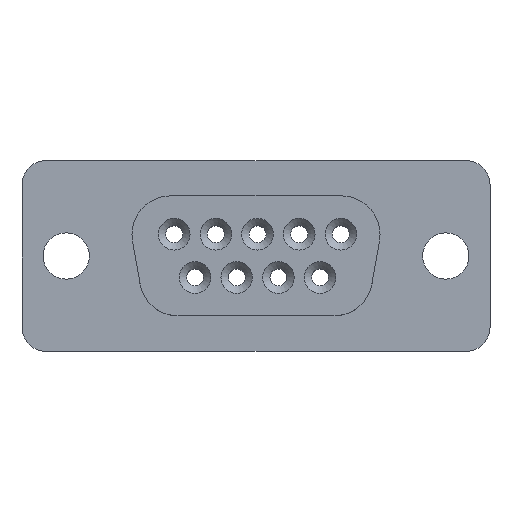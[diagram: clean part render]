
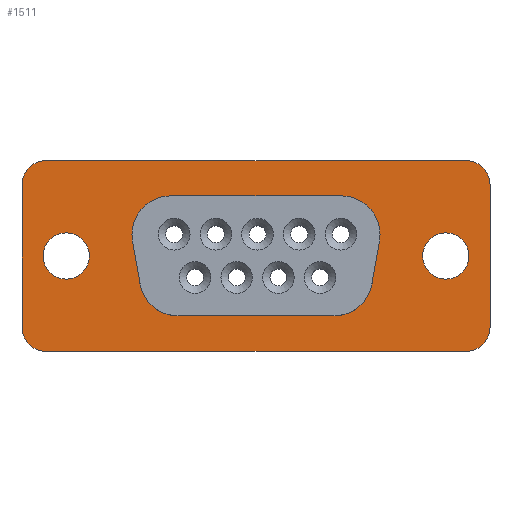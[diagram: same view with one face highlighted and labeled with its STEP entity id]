
A CAD part, top view. The second image highlights one B-rep face of the part: STEP entity #1511.
In plain terms, the highlighted planar face has unit normal (0, 0, 1).
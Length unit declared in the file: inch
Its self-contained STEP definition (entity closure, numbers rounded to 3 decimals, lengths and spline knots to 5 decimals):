
#79=FACE_BOUND('',#361,.T.);
#80=FACE_BOUND('',#362,.T.);
#81=FACE_BOUND('',#363,.T.);
#150=CIRCLE('',#1671,0.1);
#151=CIRCLE('',#1674,0.1);
#152=CIRCLE('',#1677,0.1);
#153=CIRCLE('',#1680,0.1);
#154=CIRCLE('',#1682,0.06);
#156=CIRCLE('',#1685,0.06);
#158=CIRCLE('',#1688,0.062);
#159=CIRCLE('',#1689,0.062);
#160=CIRCLE('',#1690,0.062);
#161=CIRCLE('',#1691,0.062);
#248=FACE_OUTER_BOUND('',#360,.T.);
#360=EDGE_LOOP('',(#1248,#1249,#1250,#1251,#1252,#1253,#1254,#1255));
#361=EDGE_LOOP('',(#1256,#1257,#1258,#1259,#1260,#1261,#1262,#1263));
#362=EDGE_LOOP('',(#1264));
#363=EDGE_LOOP('',(#1265));
#461=LINE('',#2465,#575);
#465=LINE('',#2474,#579);
#468=LINE('',#2482,#582);
#471=LINE('',#2490,#585);
#474=LINE('',#2508,#588);
#475=LINE('',#2512,#589);
#476=LINE('',#2516,#590);
#477=LINE('',#2520,#591);
#575=VECTOR('',#2050,0.3937);
#579=VECTOR('',#2060,0.3937);
#582=VECTOR('',#2069,0.3937);
#585=VECTOR('',#2078,0.3937);
#588=VECTOR('',#2099,0.3937);
#589=VECTOR('',#2102,0.3937);
#590=VECTOR('',#2105,0.3937);
#591=VECTOR('',#2108,0.3937);
#703=VERTEX_POINT('',#2462);
#704=VERTEX_POINT('',#2464);
#705=VERTEX_POINT('',#2468);
#706=VERTEX_POINT('',#2472);
#707=VERTEX_POINT('',#2476);
#708=VERTEX_POINT('',#2480);
#709=VERTEX_POINT('',#2484);
#710=VERTEX_POINT('',#2488);
#711=VERTEX_POINT('',#2494);
#713=VERTEX_POINT('',#2500);
#715=VERTEX_POINT('',#2506);
#716=VERTEX_POINT('',#2507);
#717=VERTEX_POINT('',#2509);
#718=VERTEX_POINT('',#2511);
#719=VERTEX_POINT('',#2513);
#720=VERTEX_POINT('',#2515);
#721=VERTEX_POINT('',#2517);
#722=VERTEX_POINT('',#2519);
#881=EDGE_CURVE('',#704,#703,#461,.T.);
#884=EDGE_CURVE('',#703,#705,#150,.T.);
#886=EDGE_CURVE('',#705,#706,#465,.T.);
#888=EDGE_CURVE('',#706,#707,#151,.T.);
#890=EDGE_CURVE('',#707,#708,#468,.T.);
#892=EDGE_CURVE('',#708,#709,#152,.T.);
#894=EDGE_CURVE('',#709,#710,#471,.T.);
#895=EDGE_CURVE('',#710,#704,#153,.T.);
#896=EDGE_CURVE('',#711,#711,#154,.T.);
#899=EDGE_CURVE('',#713,#713,#156,.T.);
#902=EDGE_CURVE('',#715,#716,#474,.T.);
#903=EDGE_CURVE('',#717,#715,#158,.T.);
#904=EDGE_CURVE('',#718,#717,#475,.T.);
#905=EDGE_CURVE('',#719,#718,#159,.T.);
#906=EDGE_CURVE('',#720,#719,#476,.T.);
#907=EDGE_CURVE('',#721,#720,#160,.T.);
#908=EDGE_CURVE('',#722,#721,#477,.T.);
#909=EDGE_CURVE('',#716,#722,#161,.T.);
#1248=ORIENTED_EDGE('',*,*,#902,.F.);
#1249=ORIENTED_EDGE('',*,*,#903,.F.);
#1250=ORIENTED_EDGE('',*,*,#904,.F.);
#1251=ORIENTED_EDGE('',*,*,#905,.F.);
#1252=ORIENTED_EDGE('',*,*,#906,.F.);
#1253=ORIENTED_EDGE('',*,*,#907,.F.);
#1254=ORIENTED_EDGE('',*,*,#908,.F.);
#1255=ORIENTED_EDGE('',*,*,#909,.F.);
#1256=ORIENTED_EDGE('',*,*,#881,.T.);
#1257=ORIENTED_EDGE('',*,*,#884,.T.);
#1258=ORIENTED_EDGE('',*,*,#886,.T.);
#1259=ORIENTED_EDGE('',*,*,#888,.T.);
#1260=ORIENTED_EDGE('',*,*,#890,.T.);
#1261=ORIENTED_EDGE('',*,*,#892,.T.);
#1262=ORIENTED_EDGE('',*,*,#894,.T.);
#1263=ORIENTED_EDGE('',*,*,#895,.T.);
#1264=ORIENTED_EDGE('',*,*,#896,.T.);
#1265=ORIENTED_EDGE('',*,*,#899,.T.);
#1348=PLANE('',#1687);
#1511=ADVANCED_FACE('',(#248,#79,#80,#81),#1348,.T.);
#1671=AXIS2_PLACEMENT_3D('',#2470,#2055,#2056);
#1674=AXIS2_PLACEMENT_3D('',#2478,#2064,#2065);
#1677=AXIS2_PLACEMENT_3D('',#2486,#2073,#2074);
#1680=AXIS2_PLACEMENT_3D('',#2492,#2081,#2082);
#1682=AXIS2_PLACEMENT_3D('',#2495,#2085,#2086);
#1685=AXIS2_PLACEMENT_3D('',#2501,#2092,#2093);
#1687=AXIS2_PLACEMENT_3D('',#2505,#2097,#2098);
#1688=AXIS2_PLACEMENT_3D('',#2510,#2100,#2101);
#1689=AXIS2_PLACEMENT_3D('',#2514,#2103,#2104);
#1690=AXIS2_PLACEMENT_3D('',#2518,#2106,#2107);
#1691=AXIS2_PLACEMENT_3D('',#2521,#2109,#2110);
#2050=DIRECTION('',(1.,0.,0.));
#2055=DIRECTION('center_axis',(0.,0.,-1.));
#2056=DIRECTION('ref_axis',(0.985,-0.174,0.));
#2060=DIRECTION('',(-0.174,-0.985,0.));
#2064=DIRECTION('center_axis',(0.,0.,-1.));
#2065=DIRECTION('ref_axis',(0.,-1.,0.));
#2069=DIRECTION('',(-1.,0.,0.));
#2073=DIRECTION('center_axis',(0.,0.,-1.));
#2074=DIRECTION('ref_axis',(-0.985,-0.174,0.));
#2078=DIRECTION('',(-0.174,0.985,0.));
#2081=DIRECTION('center_axis',(0.,0.,-1.));
#2082=DIRECTION('ref_axis',(0.,1.,0.));
#2085=DIRECTION('center_axis',(0.,0.,-1.));
#2086=DIRECTION('ref_axis',(-1.,0.,0.));
#2092=DIRECTION('center_axis',(0.,0.,-1.));
#2093=DIRECTION('ref_axis',(-1.,0.,0.));
#2097=DIRECTION('center_axis',(0.,0.,1.));
#2098=DIRECTION('ref_axis',(1.,0.,0.));
#2099=DIRECTION('',(1.,0.,0.));
#2100=DIRECTION('center_axis',(0.,0.,-1.));
#2101=DIRECTION('ref_axis',(0.,1.,0.));
#2102=DIRECTION('',(0.,1.,0.));
#2103=DIRECTION('center_axis',(0.,0.,-1.));
#2104=DIRECTION('ref_axis',(-1.,0.,0.));
#2105=DIRECTION('',(-1.,0.,0.));
#2106=DIRECTION('center_axis',(0.,0.,-1.));
#2107=DIRECTION('ref_axis',(0.,-1.,0.));
#2108=DIRECTION('',(0.,-1.,0.));
#2109=DIRECTION('center_axis',(0.,0.,-1.));
#2110=DIRECTION('ref_axis',(1.,0.,0.));
#2462=CARTESIAN_POINT('',(0.2215,0.1555,0.015));
#2464=CARTESIAN_POINT('',(-0.2215,0.1555,0.015));
#2465=CARTESIAN_POINT('',(-0.11075,0.1555,0.015));
#2468=CARTESIAN_POINT('',(0.31998,0.03814,0.015));
#2470=CARTESIAN_POINT('Origin',(0.2215,0.0555,0.015));
#2472=CARTESIAN_POINT('',(0.30041,-0.07286,0.015));
#2474=CARTESIAN_POINT('',(0.3119,-0.00772,0.015));
#2476=CARTESIAN_POINT('',(0.20193,-0.1555,0.015));
#2478=CARTESIAN_POINT('Origin',(0.20193,-0.0555,0.015));
#2480=CARTESIAN_POINT('',(-0.20193,-0.1555,0.015));
#2482=CARTESIAN_POINT('',(0.10096,-0.1555,0.015));
#2484=CARTESIAN_POINT('',(-0.30041,-0.07286,0.015));
#2486=CARTESIAN_POINT('Origin',(-0.20193,-0.0555,0.015));
#2488=CARTESIAN_POINT('',(-0.31998,0.03814,0.015));
#2490=CARTESIAN_POINT('',(-0.30211,-0.06322,0.015));
#2492=CARTESIAN_POINT('Origin',(-0.2215,0.0555,0.015));
#2494=CARTESIAN_POINT('',(0.552,0.,0.015));
#2495=CARTESIAN_POINT('Origin',(0.492,0.,
0.015));
#2500=CARTESIAN_POINT('',(-0.432,0.,0.015));
#2501=CARTESIAN_POINT('Origin',(-0.492,0.,
0.015));
#2505=CARTESIAN_POINT('Origin',(0.,0.,
0.015));
#2506=CARTESIAN_POINT('',(-0.5445,0.247,0.015));
#2507=CARTESIAN_POINT('',(0.5445,0.247,0.015));
#2508=CARTESIAN_POINT('',(0.5445,0.247,0.015));
#2509=CARTESIAN_POINT('',(-0.6065,0.185,0.015));
#2510=CARTESIAN_POINT('Origin',(-0.5445,0.185,0.015));
#2511=CARTESIAN_POINT('',(-0.6065,-0.185,0.015));
#2512=CARTESIAN_POINT('',(-0.6065,0.185,0.015));
#2513=CARTESIAN_POINT('',(-0.5445,-0.247,0.015));
#2514=CARTESIAN_POINT('Origin',(-0.5445,-0.185,0.015));
#2515=CARTESIAN_POINT('',(0.5445,-0.247,0.015));
#2516=CARTESIAN_POINT('',(-0.5445,-0.247,0.015));
#2517=CARTESIAN_POINT('',(0.6065,-0.185,0.015));
#2518=CARTESIAN_POINT('Origin',(0.5445,-0.185,0.015));
#2519=CARTESIAN_POINT('',(0.6065,0.185,0.015));
#2520=CARTESIAN_POINT('',(0.6065,-0.185,0.015));
#2521=CARTESIAN_POINT('Origin',(0.5445,0.185,0.015));
